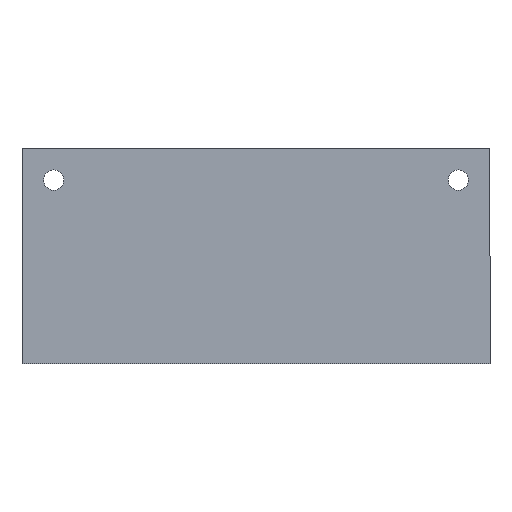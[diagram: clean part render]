
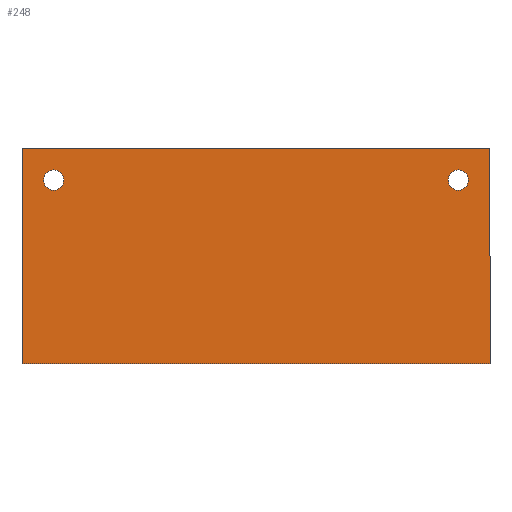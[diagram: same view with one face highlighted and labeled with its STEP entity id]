
A CAD part, top view. The second image highlights one B-rep face of the part: STEP entity #248.
In plain terms, the highlighted planar face has unit normal (0, 0, 1).
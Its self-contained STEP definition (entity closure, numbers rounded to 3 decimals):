
#4 = EDGE_LOOP ( 'NONE', ( #19, #53, #35, #20 ) ) ;
#10 = ORIENTED_EDGE ( 'NONE', *, *, #212, .F. ) ;
#12 = ORIENTED_EDGE ( 'NONE', *, *, #231, .F. ) ;
#15 = ORIENTED_EDGE ( 'NONE', *, *, #233, .F. ) ;
#17 = EDGE_LOOP ( 'NONE', ( #12, #54 ) ) ;
#19 = ORIENTED_EDGE ( 'NONE', *, *, #217, .T. ) ;
#20 = ORIENTED_EDGE ( 'NONE', *, *, #222, .T. ) ;
#35 = ORIENTED_EDGE ( 'NONE', *, *, #230, .T. ) ;
#45 = EDGE_LOOP ( 'NONE', ( #15, #10 ) ) ;
#53 = ORIENTED_EDGE ( 'NONE', *, *, #224, .T. ) ;
#54 = ORIENTED_EDGE ( 'NONE', *, *, #235, .F. ) ;
#68 = VECTOR ( 'NONE', #289, 1000. ) ;
#69 = VERTEX_POINT ( 'NONE', #256 ) ;
#71 = LINE ( 'NONE', #286, #97 ) ;
#72 = CIRCLE ( 'NONE', #182, 1.6 ) ;
#75 = VERTEX_POINT ( 'NONE', #249 ) ;
#76 = VERTEX_POINT ( 'NONE', #250 ) ;
#77 = CIRCLE ( 'NONE', #201, 1.6 ) ;
#78 = VERTEX_POINT ( 'NONE', #265 ) ;
#83 = VECTOR ( 'NONE', #305, 1000. ) ;
#85 = VERTEX_POINT ( 'NONE', #264 ) ;
#86 = VERTEX_POINT ( 'NONE', #251 ) ;
#88 = VERTEX_POINT ( 'NONE', #253 ) ;
#89 = CIRCLE ( 'NONE', #202, 1.6 ) ;
#91 = VERTEX_POINT ( 'NONE', #262 ) ;
#97 = VECTOR ( 'NONE', #287, 1000. ) ;
#105 = VECTOR ( 'NONE', #304, 1000. ) ;
#111 = LINE ( 'NONE', #279, #68 ) ;
#117 = CIRCLE ( 'NONE', #192, 1.6 ) ;
#128 = LINE ( 'NONE', #267, #105 ) ;
#131 = LINE ( 'NONE', #299, #83 ) ;
#139 = FACE_BOUND ( 'NONE', #45, .T. ) ;
#146 = FACE_BOUND ( 'NONE', #17, .T. ) ;
#158 = FACE_OUTER_BOUND ( 'NONE', #4, .T. ) ;
#182 = AXIS2_PLACEMENT_3D ( 'NONE', #336, #322, #342 ) ;
#186 = AXIS2_PLACEMENT_3D ( 'NONE', #369, #367, #357 ) ;
#192 = AXIS2_PLACEMENT_3D ( 'NONE', #273, #275, #277 ) ;
#201 = AXIS2_PLACEMENT_3D ( 'NONE', #337, #308, #338 ) ;
#202 = AXIS2_PLACEMENT_3D ( 'NONE', #291, #306, #296 ) ;
#212 = EDGE_CURVE ( 'NONE', #76, #78, #89, .T. ) ;
#217 = EDGE_CURVE ( 'NONE', #85, #91, #111, .T. ) ;
#222 = EDGE_CURVE ( 'NONE', #75, #85, #128, .T. ) ;
#224 = EDGE_CURVE ( 'NONE', #91, #86, #71, .T. ) ;
#230 = EDGE_CURVE ( 'NONE', #86, #75, #131, .T. ) ;
#231 = EDGE_CURVE ( 'NONE', #88, #69, #117, .T. ) ;
#233 = EDGE_CURVE ( 'NONE', #78, #76, #72, .T. ) ;
#235 = EDGE_CURVE ( 'NONE', #69, #88, #77, .T. ) ;
#248 = ADVANCED_FACE ( 'NONE', ( #139, #158, #146 ), #373, .T. ) ;
#249 = CARTESIAN_POINT ( 'NONE',  ( 29.298, 41.438, 0.8 ) ) ;
#250 = CARTESIAN_POINT ( 'NONE',  ( -38.102, 36.438, 0.8 ) ) ;
#251 = CARTESIAN_POINT ( 'NONE',  ( 29.298, 7.438, 0.8 ) ) ;
#253 = CARTESIAN_POINT ( 'NONE',  ( 22.698, 36.438, 0.8 ) ) ;
#256 = CARTESIAN_POINT ( 'NONE',  ( 25.898, 36.438, 0.8 ) ) ;
#262 = CARTESIAN_POINT ( 'NONE',  ( -44.702, 7.438, 0.8 ) ) ;
#264 = CARTESIAN_POINT ( 'NONE',  ( -44.702, 41.438, 0.8 ) ) ;
#265 = CARTESIAN_POINT ( 'NONE',  ( -41.302, 36.438, 0.8 ) ) ;
#267 = CARTESIAN_POINT ( 'NONE',  ( -44.702, 41.438, 0.8 ) ) ;
#273 = CARTESIAN_POINT ( 'NONE',  ( 24.298, 36.438, 0.8 ) ) ;
#275 = DIRECTION ( 'NONE',  ( 0., 0., 1. ) ) ;
#277 = DIRECTION ( 'NONE',  ( 1., 0., 0. ) ) ;
#279 = CARTESIAN_POINT ( 'NONE',  ( -44.702, 41.438, 0.8 ) ) ;
#286 = CARTESIAN_POINT ( 'NONE',  ( -44.702, 7.438, 0.8 ) ) ;
#287 = DIRECTION ( 'NONE',  ( 1., 0., 0. ) ) ;
#289 = DIRECTION ( 'NONE',  ( 0., -1., 0. ) ) ;
#291 = CARTESIAN_POINT ( 'NONE',  ( -39.702, 36.438, 0.8 ) ) ;
#296 = DIRECTION ( 'NONE',  ( 1., 0., 0. ) ) ;
#299 = CARTESIAN_POINT ( 'NONE',  ( 29.298, 41.438, 0.8 ) ) ;
#304 = DIRECTION ( 'NONE',  ( -1., 0., 0. ) ) ;
#305 = DIRECTION ( 'NONE',  ( 0., 1., 0. ) ) ;
#306 = DIRECTION ( 'NONE',  ( 0., 0., 1. ) ) ;
#308 = DIRECTION ( 'NONE',  ( 0., 0., 1. ) ) ;
#322 = DIRECTION ( 'NONE',  ( 0., 0., 1. ) ) ;
#336 = CARTESIAN_POINT ( 'NONE',  ( -39.702, 36.438, 0.8 ) ) ;
#337 = CARTESIAN_POINT ( 'NONE',  ( 24.298, 36.438, 0.8 ) ) ;
#338 = DIRECTION ( 'NONE',  ( 1., 0., 0. ) ) ;
#342 = DIRECTION ( 'NONE',  ( 1., 0., 0. ) ) ;
#357 = DIRECTION ( 'NONE',  ( 1., 0., 0. ) ) ;
#367 = DIRECTION ( 'NONE',  ( 0., 0., 1. ) ) ;
#369 = CARTESIAN_POINT ( 'NONE',  ( 0., 0., 0.8 ) ) ;
#373 = PLANE ( 'NONE',  #186 ) ;
